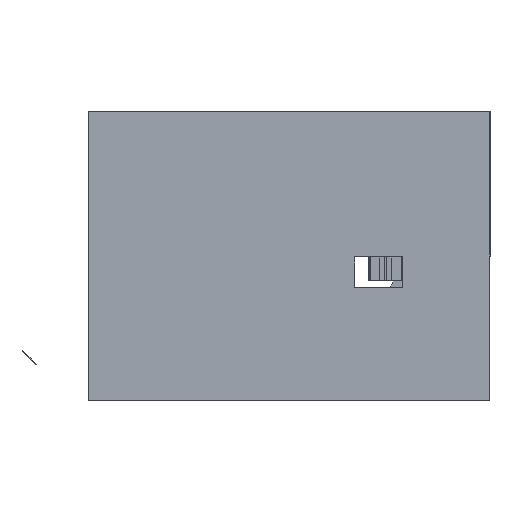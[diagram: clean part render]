
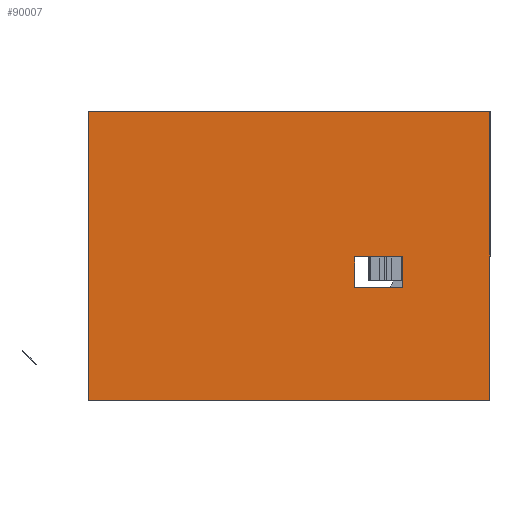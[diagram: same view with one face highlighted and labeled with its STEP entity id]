
A CAD part, front view. The second image highlights one B-rep face of the part: STEP entity #90007.
In plain terms, the highlighted planar face has unit normal (0, -1, 0).
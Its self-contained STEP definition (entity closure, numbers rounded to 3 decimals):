
#2156 = CARTESIAN_POINT ( 'NONE',  ( 120., -2000., 1851. ) ) ;
#3388 = ORIENTED_EDGE ( 'NONE', *, *, #55558, .T. ) ;
#10348 = VECTOR ( 'NONE', #199047, 1000. ) ;
#10672 = VECTOR ( 'NONE', #65779, 1000. ) ;
#21947 = VECTOR ( 'NONE', #149797, 1000. ) ;
#24059 = DIRECTION ( 'NONE',  ( 0., 0., 1. ) ) ;
#25457 = ORIENTED_EDGE ( 'NONE', *, *, #112921, .T. ) ;
#25489 = VECTOR ( 'NONE', #178314, 1000. ) ;
#27732 = LINE ( 'NONE', #28910, #195832 ) ;
#28910 = CARTESIAN_POINT ( 'NONE',  ( 120., -2000., 1851. ) ) ;
#35124 = EDGE_LOOP ( 'NONE', ( #97615, #25457, #3388, #45647 ) ) ;
#40868 = ORIENTED_EDGE ( 'NONE', *, *, #178891, .T. ) ;
#42937 = CARTESIAN_POINT ( 'NONE',  ( -13620., -2000., -3957.5 ) ) ;
#45647 = ORIENTED_EDGE ( 'NONE', *, *, #118902, .T. ) ;
#46676 = VECTOR ( 'NONE', #216455, 1000. ) ;
#49431 = VECTOR ( 'NONE', #158107, 1000. ) ;
#50010 = CARTESIAN_POINT ( 'NONE',  ( -13620., -2000., -3957.5 ) ) ;
#52122 = LINE ( 'NONE', #85911, #49431 ) ;
#54216 = EDGE_CURVE ( 'NONE', #161651, #60094, #59273, .T. ) ;
#55558 = EDGE_CURVE ( 'NONE', #224646, #178613, #217522, .T. ) ;
#55990 = CARTESIAN_POINT ( 'NONE',  ( -13620., -2000., 10944. ) ) ;
#57113 = LINE ( 'NONE', #55990, #25489 ) ;
#59273 = LINE ( 'NONE', #42937, #10348 ) ;
#60094 = VERTEX_POINT ( 'NONE', #72293 ) ;
#60171 = CARTESIAN_POINT ( 'NONE',  ( 7120., -2000., 10944. ) ) ;
#64165 = CARTESIAN_POINT ( 'NONE',  ( 0., -2000., 0. ) ) ;
#64626 = LINE ( 'NONE', #221934, #10672 ) ;
#65779 = DIRECTION ( 'NONE',  ( 1., 0., 0. ) ) ;
#71709 = EDGE_CURVE ( 'NONE', #79928, #83390, #27732, .T. ) ;
#72293 = CARTESIAN_POINT ( 'NONE',  ( 7120., -2000., -3957.5 ) ) ;
#79317 = EDGE_CURVE ( 'NONE', #135886, #161651, #52122, .T. ) ;
#79928 = VERTEX_POINT ( 'NONE', #103412 ) ;
#83390 = VERTEX_POINT ( 'NONE', #220066 ) ;
#85512 = AXIS2_PLACEMENT_3D ( 'NONE', #64165, #109949, #185328 ) ;
#85911 = CARTESIAN_POINT ( 'NONE',  ( -13620., -2000., 10944. ) ) ;
#90007 = ADVANCED_FACE ( 'NONE', ( #188791, #168983 ), #127450, .T. ) ;
#97615 = ORIENTED_EDGE ( 'NONE', *, *, #71709, .T. ) ;
#98719 = DIRECTION ( 'NONE',  ( 0., 0., 1. ) ) ;
#99920 = VERTEX_POINT ( 'NONE', #111017 ) ;
#103412 = CARTESIAN_POINT ( 'NONE',  ( 120., -2000., 1851. ) ) ;
#109949 = DIRECTION ( 'NONE',  ( 0., -1., 0. ) ) ;
#111017 = CARTESIAN_POINT ( 'NONE',  ( 7120., -2000., 10944. ) ) ;
#112921 = EDGE_CURVE ( 'NONE', #83390, #224646, #64626, .T. ) ;
#117164 = VECTOR ( 'NONE', #24059, 1000. ) ;
#118902 = EDGE_CURVE ( 'NONE', #178613, #79928, #147647, .T. ) ;
#127450 = PLANE ( 'NONE',  #85512 ) ;
#135886 = VERTEX_POINT ( 'NONE', #181925 ) ;
#146401 = LINE ( 'NONE', #60171, #117164 ) ;
#147647 = LINE ( 'NONE', #2156, #46676 ) ;
#149797 = DIRECTION ( 'NONE',  ( 0., 0., -1. ) ) ;
#158107 = DIRECTION ( 'NONE',  ( 0., 0., -1. ) ) ;
#159895 = CARTESIAN_POINT ( 'NONE',  ( 2620., -2000., 1851. ) ) ;
#160339 = EDGE_CURVE ( 'NONE', #99920, #135886, #57113, .T. ) ;
#161651 = VERTEX_POINT ( 'NONE', #50010 ) ;
#167214 = ORIENTED_EDGE ( 'NONE', *, *, #79317, .T. ) ;
#167769 = CARTESIAN_POINT ( 'NONE',  ( 2620., -2000., 3451. ) ) ;
#168983 = FACE_BOUND ( 'NONE', #35124, .T. ) ;
#178314 = DIRECTION ( 'NONE',  ( -1., 0., 0. ) ) ;
#178613 = VERTEX_POINT ( 'NONE', #159895 ) ;
#178891 = EDGE_CURVE ( 'NONE', #60094, #99920, #146401, .T. ) ;
#181925 = CARTESIAN_POINT ( 'NONE',  ( -13620., -2000., 10944. ) ) ;
#183639 = CARTESIAN_POINT ( 'NONE',  ( 2620., -2000., 1851. ) ) ;
#185328 = DIRECTION ( 'NONE',  ( 0., 0., -1. ) ) ;
#186457 = EDGE_LOOP ( 'NONE', ( #167214, #200710, #40868, #218134 ) ) ;
#188791 = FACE_OUTER_BOUND ( 'NONE', #186457, .T. ) ;
#195832 = VECTOR ( 'NONE', #98719, 1000. ) ;
#199047 = DIRECTION ( 'NONE',  ( 1., 0., 0. ) ) ;
#200710 = ORIENTED_EDGE ( 'NONE', *, *, #54216, .T. ) ;
#216455 = DIRECTION ( 'NONE',  ( -1., 0., 0. ) ) ;
#217522 = LINE ( 'NONE', #183639, #21947 ) ;
#218134 = ORIENTED_EDGE ( 'NONE', *, *, #160339, .T. ) ;
#220066 = CARTESIAN_POINT ( 'NONE',  ( 120., -2000., 3451. ) ) ;
#221934 = CARTESIAN_POINT ( 'NONE',  ( 120., -2000., 3451. ) ) ;
#224646 = VERTEX_POINT ( 'NONE', #167769 ) ;
